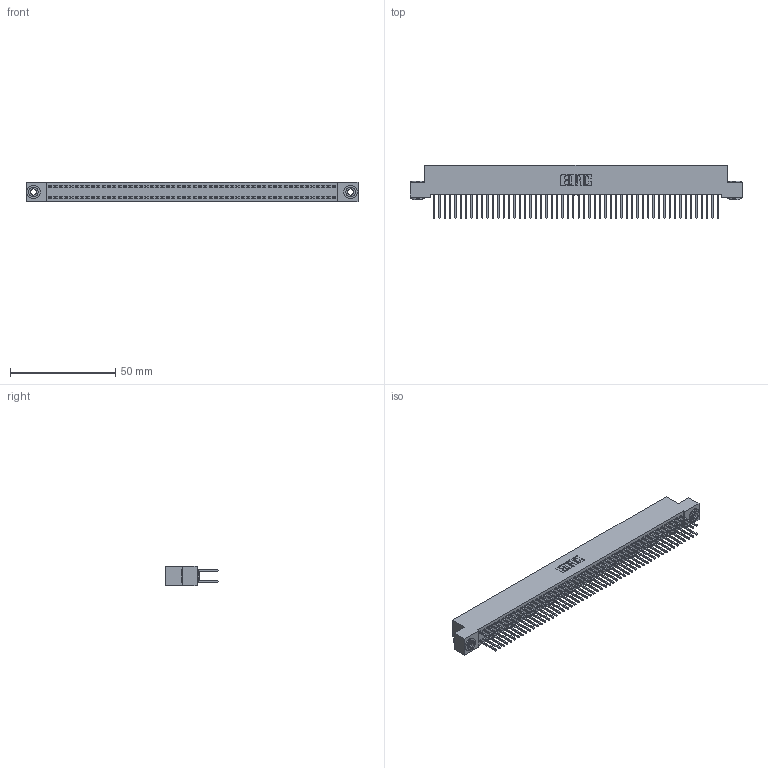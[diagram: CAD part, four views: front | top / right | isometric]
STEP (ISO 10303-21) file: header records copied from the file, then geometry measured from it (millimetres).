
FILE_DESCRIPTION (( 'STEP AP203' ), '1' );
FILE_NAME ('392-108-523-203.STEP', '2018-08-18T20:50:41', ( '' ), ( '' ), 'SwSTEP 2.0', 'SolidWorks 2016', '' );
FILE_SCHEMA (( 'CONFIG_CONTROL_DESIGN' ));
Length unit declared in the file: inch
Products named in the file (4): 342-250-002_345-250-002-102; 392-108-523-203; 342 Part_.156 TH; 345-292-001_345-293-123
Assembly tree (111 placements, depth 2):
  392-108-523-203
    342 Part_.156 TH
    345-292-001_345-293-123  x108
    342-250-002_345-250-002-102  x2
Bounding box: 157.48 x 25.15 x 9.4 mm (x, y, z)
Volume: 14450.6 mm3; surface area: 24973.3 mm2
Topology: 111 solids, 111 shells, 5764 faces, 17115 edges, 11262 vertices
Faces by surface type: plane 3964, cylinder 1792, cone 8
Entity records: 33724 total; most frequent: CARTESIAN_POINT 5549, ORIENTED_EDGE 5478, DIRECTION 4753, EDGE_CURVE 2739, VECTOR 2587, LINE 2587, VERTEX_POINT 1822, AXIS2_PLACEMENT_3D 1083
